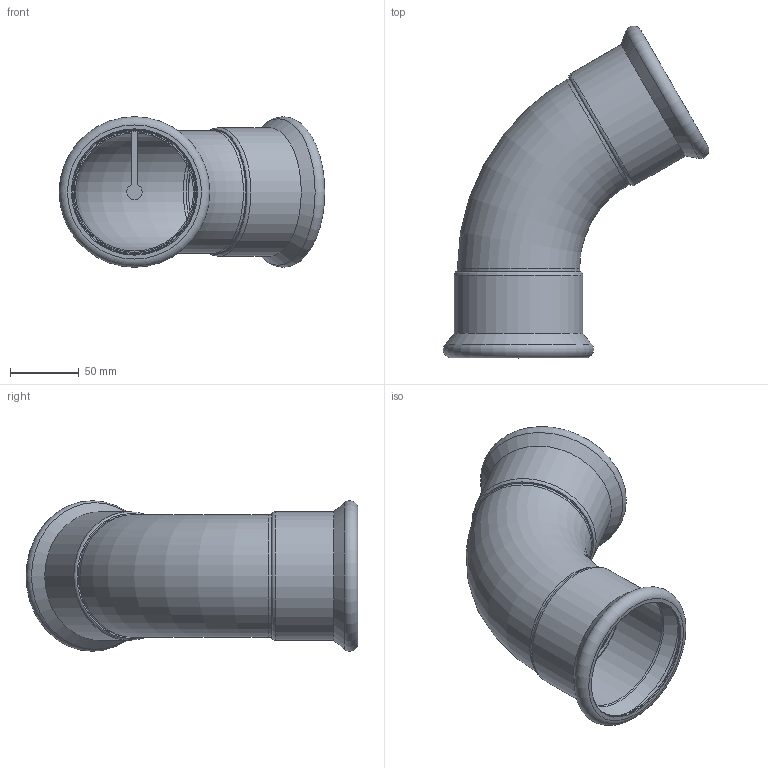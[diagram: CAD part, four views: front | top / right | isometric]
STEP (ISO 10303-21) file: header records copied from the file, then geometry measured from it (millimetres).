
FILE_DESCRIPTION(/* description */ (''),/* implementation_level */ '2;1');
FILE_NAME(/* name */ '36169.stp',/* time_stamp */ '2014-04-01T21:06:50+02:00',/* author */ ('bruh'),/* organization */ (''),/* preprocessor_version */ 'ST-DEVELOPER v15.2',/* originating_system */ 'Autodesk Inventor 2014',/* authorisation */ '');
FILE_SCHEMA (('AUTOMOTIVE_DESIGN { 1 0 10303 214 3 1 1 }'));
Length unit declared in the file: millimetre
Products named in the file (4): 400536; 900029; 36169
Bounding box: 193.2 x 241.42 x 109.5 mm (x, y, z)
Volume: 134079 mm3; surface area: 156368.9 mm2
Topology: 3 solids, 3 shells, 48 faces, 94 edges, 56 vertices
Faces by surface type: plane 16, cylinder 14, torus 10, cone 8
Full cylindrical faces by diameter (mm): 85.9 x2, 87.9 x2, 88.9 x2, 89.5 x2, 91 x2, 93.5 x2
Entity records: 713 total; most frequent: DIRECTION 134, CARTESIAN_POINT 102, ORIENTED_EDGE 70, AXIS2_PLACEMENT_3D 63, EDGE_LOOP 52, EDGE_CURVE 35, VERTEX_POINT 31, ADVANCED_FACE 28
